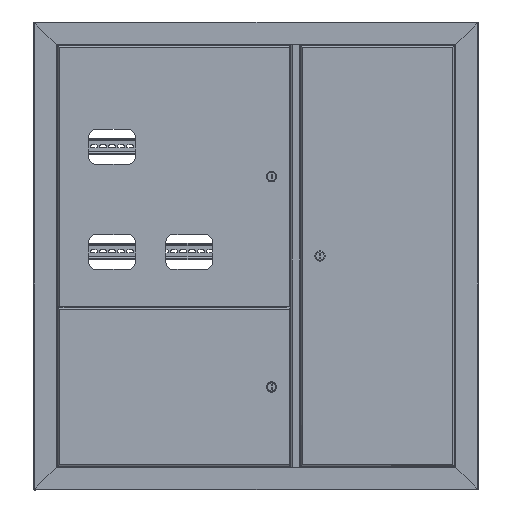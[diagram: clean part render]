
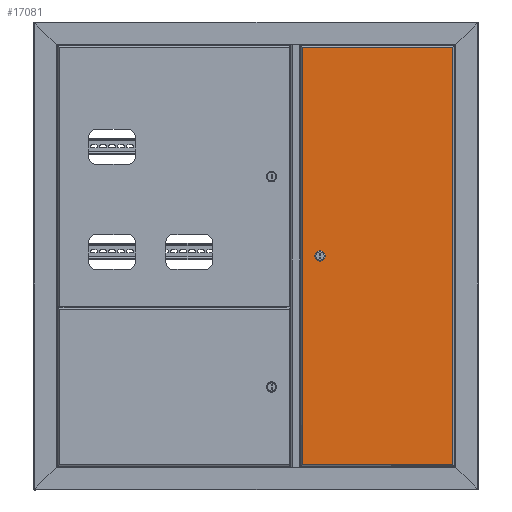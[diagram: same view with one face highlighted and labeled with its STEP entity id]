
A CAD part, top view. The second image highlights one B-rep face of the part: STEP entity #17081.
In plain terms, the highlighted planar face has unit normal (0, 0, 1).
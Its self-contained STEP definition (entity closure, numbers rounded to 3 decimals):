
#992 = DIRECTION ( 'NONE',  ( 0., 1., 0. ) ) ;
#1062 = DIRECTION ( 'NONE',  ( 0., 0., 1. ) ) ;
#1454 = CARTESIAN_POINT ( 'NONE',  ( 894.993, 324., 0. ) ) ;
#1959 = DIRECTION ( 'NONE',  ( 0., -1., 0. ) ) ;
#2670 = VECTOR ( 'NONE', #24863, 1000. ) ;
#2762 = DIRECTION ( 'NONE',  ( 0., 0., 1. ) ) ;
#3059 = AXIS2_PLACEMENT_3D ( 'NONE', #10979, #56259, #33497 ) ;
#3060 = DIRECTION ( 'NONE',  ( 1., 0., 0. ) ) ;
#4118 = ORIENTED_EDGE ( 'NONE', *, *, #54793, .F. ) ;
#5027 = VECTOR ( 'NONE', #992, 1000. ) ;
#5349 = EDGE_CURVE ( 'NONE', #23151, #46875, #7659, .T. ) ;
#5548 = EDGE_CURVE ( 'NONE', #49522, #34046, #55845, .T. ) ;
#5612 = CARTESIAN_POINT ( 'NONE',  ( 451.849, 31.5, 0. ) ) ;
#6782 = LINE ( 'NONE', #1454, #2670 ) ;
#7659 = LINE ( 'NONE', #25736, #43322 ) ;
#10687 = FACE_OUTER_BOUND ( 'NONE', #39088, .T. ) ;
#10979 = CARTESIAN_POINT ( 'NONE',  ( 0., 325.7, 0. ) ) ;
#11147 = CARTESIAN_POINT ( 'NONE',  ( 451.849, 31.5, 0. ) ) ;
#11442 = DIRECTION ( 'NONE',  ( 1., 0., 0. ) ) ;
#13640 = ORIENTED_EDGE ( 'NONE', *, *, #38581, .T. ) ;
#13666 = VERTEX_POINT ( 'NONE', #49553 ) ;
#15437 = PLANE ( 'NONE',  #3059 ) ;
#16578 = DIRECTION ( 'NONE',  ( 0., 0., 1. ) ) ;
#17081 = ADVANCED_FACE ( 'NONE', ( #55968, #10687 ), #15437, .F. ) ;
#18698 = CIRCLE ( 'NONE', #38441, 9.25 ) ;
#19119 = DIRECTION ( 'NONE',  ( 1., 0., 0. ) ) ;
#19334 = CARTESIAN_POINT ( 'NONE',  ( 894.7, 1.7, 0. ) ) ;
#21078 = AXIS2_PLACEMENT_3D ( 'NONE', #33051, #1062, #19119 ) ;
#21822 = VERTEX_POINT ( 'NONE', #19334 ) ;
#22008 = CIRCLE ( 'NONE', #21078, 9.25 ) ;
#22601 = CARTESIAN_POINT ( 'NONE',  ( 444.551, 48.5, 0. ) ) ;
#22685 = EDGE_CURVE ( 'NONE', #13666, #23151, #22008, .T. ) ;
#22896 = CARTESIAN_POINT ( 'NONE',  ( 1.7, 1.7, 0. ) ) ;
#23094 = EDGE_LOOP ( 'NONE', ( #50271, #41575, #25758, #48369, #4118 ) ) ;
#23151 = VERTEX_POINT ( 'NONE', #24386 ) ;
#24119 = VERTEX_POINT ( 'NONE', #40678 ) ;
#24214 = VECTOR ( 'NONE', #52477, 1000. ) ;
#24360 = ORIENTED_EDGE ( 'NONE', *, *, #55888, .T. ) ;
#24386 = CARTESIAN_POINT ( 'NONE',  ( 451.849, 48.5, 0. ) ) ;
#24863 = DIRECTION ( 'NONE',  ( -1., 0., 0. ) ) ;
#25429 = VECTOR ( 'NONE', #11442, 1000. ) ;
#25736 = CARTESIAN_POINT ( 'NONE',  ( 451.849, 48.5, 0. ) ) ;
#25758 = ORIENTED_EDGE ( 'NONE', *, *, #43228, .F. ) ;
#26345 = DIRECTION ( 'NONE',  ( 1., 0., 0. ) ) ;
#27849 = EDGE_CURVE ( 'NONE', #51270, #21822, #30309, .T. ) ;
#30309 = LINE ( 'NONE', #38582, #24214 ) ;
#30529 = EDGE_CURVE ( 'NONE', #24119, #54578, #6782, .T. ) ;
#33051 = CARTESIAN_POINT ( 'NONE',  ( 448.2, 40., 0. ) ) ;
#33330 = CIRCLE ( 'NONE', #37127, 9.25 ) ;
#33362 = CARTESIAN_POINT ( 'NONE',  ( 1.7, 324.293, 0. ) ) ;
#33497 = DIRECTION ( 'NONE',  ( -1., 0., 0. ) ) ;
#34046 = VERTEX_POINT ( 'NONE', #5612 ) ;
#34402 = VECTOR ( 'NONE', #1959, 1000. ) ;
#34758 = CARTESIAN_POINT ( 'NONE',  ( 448.2, 40., 0. ) ) ;
#36122 = ORIENTED_EDGE ( 'NONE', *, *, #30529, .T. ) ;
#36743 = ORIENTED_EDGE ( 'NONE', *, *, #27849, .T. ) ;
#37127 = AXIS2_PLACEMENT_3D ( 'NONE', #53248, #16578, #26345 ) ;
#37336 = CARTESIAN_POINT ( 'NONE',  ( 1.7, 324., 0. ) ) ;
#37511 = LINE ( 'NONE', #33362, #34402 ) ;
#38441 = AXIS2_PLACEMENT_3D ( 'NONE', #34758, #2762, #3060 ) ;
#38581 = EDGE_CURVE ( 'NONE', #54578, #51270, #37511, .T. ) ;
#38582 = CARTESIAN_POINT ( 'NONE',  ( 1.7, 1.7, 0. ) ) ;
#39088 = EDGE_LOOP ( 'NONE', ( #36743, #24360, #36122, #13640 ) ) ;
#40678 = CARTESIAN_POINT ( 'NONE',  ( 894.7, 324., 0. ) ) ;
#41535 = CARTESIAN_POINT ( 'NONE',  ( 894.7, 0., 0. ) ) ;
#41575 = ORIENTED_EDGE ( 'NONE', *, *, #22685, .F. ) ;
#42417 = LINE ( 'NONE', #41535, #5027 ) ;
#43228 = EDGE_CURVE ( 'NONE', #34046, #13666, #18698, .T. ) ;
#43322 = VECTOR ( 'NONE', #45490, 1000. ) ;
#45490 = DIRECTION ( 'NONE',  ( -1., 0., 0. ) ) ;
#46875 = VERTEX_POINT ( 'NONE', #22601 ) ;
#48369 = ORIENTED_EDGE ( 'NONE', *, *, #5548, .F. ) ;
#49522 = VERTEX_POINT ( 'NONE', #52864 ) ;
#49553 = CARTESIAN_POINT ( 'NONE',  ( 457.45, 40., 0. ) ) ;
#50271 = ORIENTED_EDGE ( 'NONE', *, *, #5349, .F. ) ;
#51270 = VERTEX_POINT ( 'NONE', #22896 ) ;
#52477 = DIRECTION ( 'NONE',  ( 1., 0., 0. ) ) ;
#52864 = CARTESIAN_POINT ( 'NONE',  ( 444.551, 31.5, 0. ) ) ;
#53248 = CARTESIAN_POINT ( 'NONE',  ( 448.2, 40., 0. ) ) ;
#54578 = VERTEX_POINT ( 'NONE', #37336 ) ;
#54793 = EDGE_CURVE ( 'NONE', #46875, #49522, #33330, .T. ) ;
#55845 = LINE ( 'NONE', #11147, #25429 ) ;
#55888 = EDGE_CURVE ( 'NONE', #21822, #24119, #42417, .T. ) ;
#55968 = FACE_BOUND ( 'NONE', #23094, .T. ) ;
#56259 = DIRECTION ( 'NONE',  ( 0., 0., -1. ) ) ;
